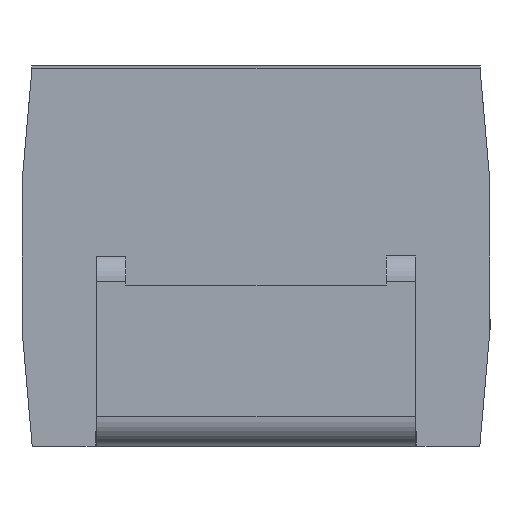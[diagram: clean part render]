
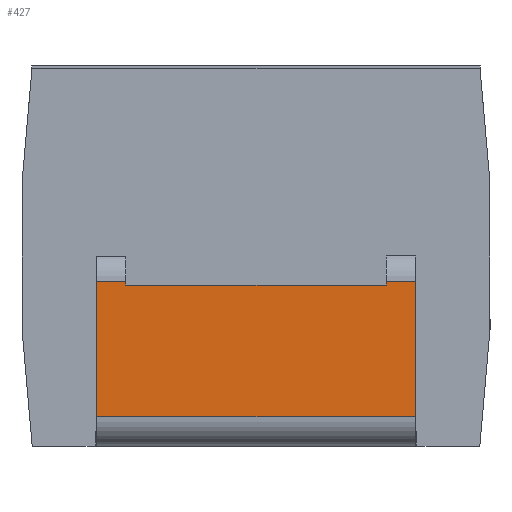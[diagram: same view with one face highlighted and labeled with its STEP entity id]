
A CAD part, left-side view. The second image highlights one B-rep face of the part: STEP entity #427.
In plain terms, the highlighted planar face has unit normal (-1, 0, 0).
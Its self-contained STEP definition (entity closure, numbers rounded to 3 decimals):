
#409 = EDGE_CURVE ( 'NONE', #444, #437, #1800, .T. ) ;
#410 = ORIENTED_EDGE ( 'NONE', *, *, #411, .T. ) ;
#411 = EDGE_CURVE ( 'NONE', #437, #412, #1796, .T. ) ;
#412 = VERTEX_POINT ( 'NONE', #1792 ) ;
#413 = ORIENTED_EDGE ( 'NONE', *, *, #414, .T. ) ;
#414 = EDGE_CURVE ( 'NONE', #412, #415, #1791, .T. ) ;
#415 = VERTEX_POINT ( 'NONE', #1787 ) ;
#416 = ORIENTED_EDGE ( 'NONE', *, *, #417, .T. ) ;
#417 = EDGE_CURVE ( 'NONE', #415, #418, #1786, .T. ) ;
#418 = VERTEX_POINT ( 'NONE', #1782 ) ;
#419 = ORIENTED_EDGE ( 'NONE', *, *, #420, .T. ) ;
#420 = EDGE_CURVE ( 'NONE', #418, #432, #1781, .T. ) ;
#427 = ADVANCED_FACE ( 'NONE', ( #1832 ), #1831, .F. ) ;
#428 = EDGE_LOOP ( 'NONE', ( #429, #433, #435, #436, #410, #413, #416, #419 ) ) ;
#429 = ORIENTED_EDGE ( 'NONE', *, *, #430, .F. ) ;
#430 = EDGE_CURVE ( 'NONE', #431, #432, #1826, .T. ) ;
#431 = VERTEX_POINT ( 'NONE', #1822 ) ;
#432 = VERTEX_POINT ( 'NONE', #1821 ) ;
#433 = ORIENTED_EDGE ( 'NONE', *, *, #434, .T. ) ;
#434 = EDGE_CURVE ( 'NONE', #431, #443, #1820, .T. ) ;
#435 = ORIENTED_EDGE ( 'NONE', *, *, #442, .T. ) ;
#436 = ORIENTED_EDGE ( 'NONE', *, *, #409, .T. ) ;
#437 = VERTEX_POINT ( 'NONE', #1816 ) ;
#442 = EDGE_CURVE ( 'NONE', #443, #444, #1870, .T. ) ;
#443 = VERTEX_POINT ( 'NONE', #1866 ) ;
#444 = VERTEX_POINT ( 'NONE', #1865 ) ;
#1778 = DIRECTION ( 'NONE',  ( 0., 1., 0. ) ) ;
#1779 = VECTOR ( 'NONE', #1778, 1000. ) ;
#1780 = CARTESIAN_POINT ( 'NONE',  ( -3., 1.09, 1.127 ) ) ;
#1781 = LINE ( 'NONE', #1780, #1779 ) ;
#1782 = CARTESIAN_POINT ( 'NONE',  ( -3., 0.89, 1.127 ) ) ;
#1783 = DIRECTION ( 'NONE',  ( 0., 0., 1. ) ) ;
#1784 = VECTOR ( 'NONE', #1783, 1000. ) ;
#1785 = CARTESIAN_POINT ( 'NONE',  ( -3., 0.89, 1.1 ) ) ;
#1786 = LINE ( 'NONE', #1785, #1784 ) ;
#1787 = CARTESIAN_POINT ( 'NONE',  ( -3., 0.89, 1.1 ) ) ;
#1788 = DIRECTION ( 'NONE',  ( 0., 1., 0. ) ) ;
#1789 = VECTOR ( 'NONE', #1788, 1000. ) ;
#1790 = CARTESIAN_POINT ( 'NONE',  ( -3., 0.89, 1.1 ) ) ;
#1791 = LINE ( 'NONE', #1790, #1789 ) ;
#1792 = CARTESIAN_POINT ( 'NONE',  ( -3., -0.89, 1.1 ) ) ;
#1793 = DIRECTION ( 'NONE',  ( 0., 0., -1. ) ) ;
#1794 = VECTOR ( 'NONE', #1793, 1000. ) ;
#1795 = CARTESIAN_POINT ( 'NONE',  ( -3., -0.89, 1.1 ) ) ;
#1796 = LINE ( 'NONE', #1795, #1794 ) ;
#1797 = DIRECTION ( 'NONE',  ( 0., 1., 0. ) ) ;
#1798 = VECTOR ( 'NONE', #1797, 1000. ) ;
#1799 = CARTESIAN_POINT ( 'NONE',  ( -3., 1.09, 1.127 ) ) ;
#1800 = LINE ( 'NONE', #1799, #1798 ) ;
#1816 = CARTESIAN_POINT ( 'NONE',  ( -3., -0.89, 1.127 ) ) ;
#1817 = DIRECTION ( 'NONE',  ( 0., -1., 0. ) ) ;
#1818 = VECTOR ( 'NONE', #1817, 1000. ) ;
#1819 = CARTESIAN_POINT ( 'NONE',  ( -3., -1.09, 0.2 ) ) ;
#1820 = LINE ( 'NONE', #1819, #1818 ) ;
#1821 = CARTESIAN_POINT ( 'NONE',  ( -3., 1.09, 1.127 ) ) ;
#1822 = CARTESIAN_POINT ( 'NONE',  ( -3., 1.09, 0.2 ) ) ;
#1823 = DIRECTION ( 'NONE',  ( 0., 0., 1. ) ) ;
#1824 = VECTOR ( 'NONE', #1823, 1000. ) ;
#1825 = CARTESIAN_POINT ( 'NONE',  ( -3., 1.09, 0. ) ) ;
#1826 = LINE ( 'NONE', #1825, #1824 ) ;
#1827 = DIRECTION ( 'NONE',  ( 0., 0., -1. ) ) ;
#1828 = DIRECTION ( 'NONE',  ( 1., 0., 0. ) ) ;
#1829 = CARTESIAN_POINT ( 'NONE',  ( -3., 1.09, 0. ) ) ;
#1830 = AXIS2_PLACEMENT_3D ( 'NONE', #1829, #1828, #1827 ) ;
#1831 = PLANE ( 'NONE',  #1830 ) ;
#1832 = FACE_OUTER_BOUND ( 'NONE', #428, .T. ) ;
#1865 = CARTESIAN_POINT ( 'NONE',  ( -3., -1.09, 1.127 ) ) ;
#1866 = CARTESIAN_POINT ( 'NONE',  ( -3., -1.09, 0.2 ) ) ;
#1867 = DIRECTION ( 'NONE',  ( 0., 0., 1. ) ) ;
#1868 = VECTOR ( 'NONE', #1867, 1000. ) ;
#1869 = CARTESIAN_POINT ( 'NONE',  ( -3., -1.09, 0. ) ) ;
#1870 = LINE ( 'NONE', #1869, #1868 ) ;
